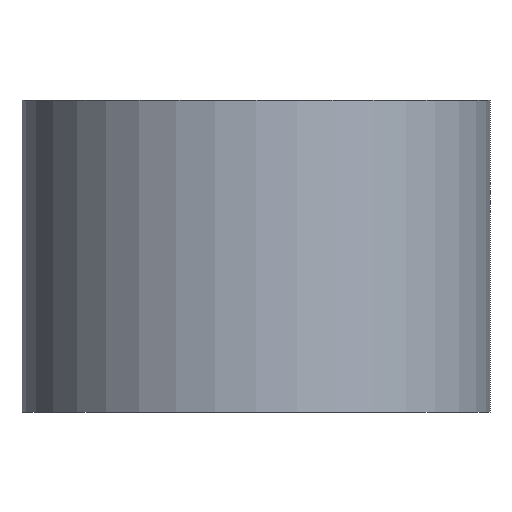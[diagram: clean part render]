
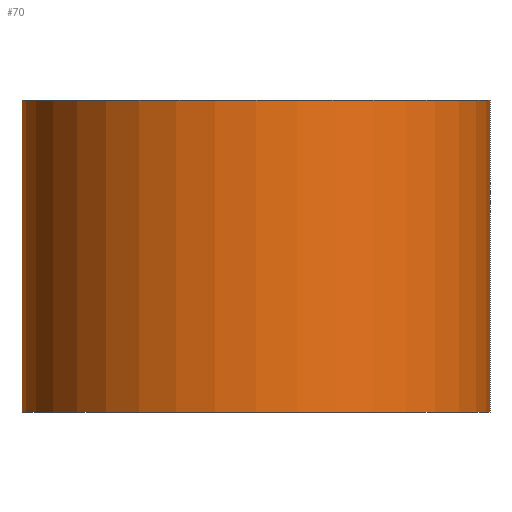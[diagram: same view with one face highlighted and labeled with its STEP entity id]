
A CAD part, front view. The second image highlights one B-rep face of the part: STEP entity #70.
In plain terms, the highlighted cylindrical face has radius 3 mm (diameter 6 mm), a full revolution.
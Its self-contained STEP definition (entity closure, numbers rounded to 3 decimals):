
#28=FACE_OUTER_BOUND('',#32,.T.);
#32=EDGE_LOOP('',(#59,#60,#61,#62));
#38=LINE('',#140,#40);
#40=VECTOR('',#116,3.);
#43=CIRCLE('',#93,3.);
#44=CIRCLE('',#94,3.);
#47=VERTEX_POINT('',#137);
#48=VERTEX_POINT('',#139);
#52=EDGE_CURVE('',#47,#47,#43,.T.);
#53=EDGE_CURVE('',#47,#48,#38,.T.);
#54=EDGE_CURVE('',#48,#48,#44,.T.);
#59=ORIENTED_EDGE('',*,*,#52,.F.);
#60=ORIENTED_EDGE('',*,*,#53,.T.);
#61=ORIENTED_EDGE('',*,*,#54,.T.);
#62=ORIENTED_EDGE('',*,*,#53,.F.);
#68=CYLINDRICAL_SURFACE('',#92,3.);
#70=ADVANCED_FACE('',(#28),#68,.T.);
#92=AXIS2_PLACEMENT_3D('',#136,#112,#113);
#93=AXIS2_PLACEMENT_3D('',#138,#114,#115);
#94=AXIS2_PLACEMENT_3D('',#141,#117,#118);
#112=DIRECTION('center_axis',(0.,0.,1.));
#113=DIRECTION('ref_axis',(1.,0.,0.));
#114=DIRECTION('center_axis',(0.,0.,1.));
#115=DIRECTION('ref_axis',(1.,0.,0.));
#116=DIRECTION('',(0.,0.,-1.));
#117=DIRECTION('center_axis',(0.,0.,1.));
#118=DIRECTION('ref_axis',(1.,0.,0.));
#136=CARTESIAN_POINT('Origin',(-39.731,25.663,0.));
#137=CARTESIAN_POINT('',(-42.731,25.663,4.));
#138=CARTESIAN_POINT('Origin',(-39.731,25.663,4.));
#139=CARTESIAN_POINT('',(-42.731,25.663,0.));
#140=CARTESIAN_POINT('',(-42.731,25.663,0.));
#141=CARTESIAN_POINT('Origin',(-39.731,25.663,0.));
